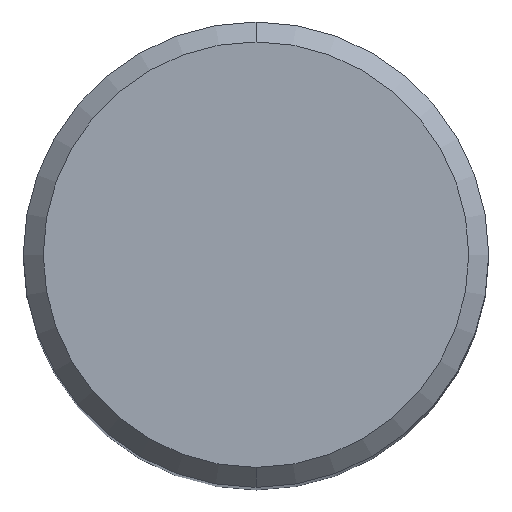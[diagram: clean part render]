
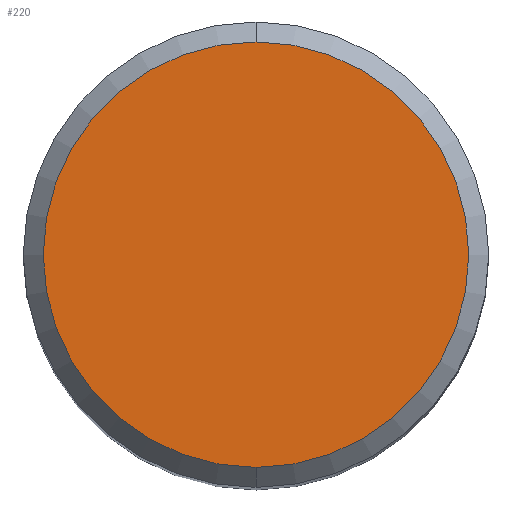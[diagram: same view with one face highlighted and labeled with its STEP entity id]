
A CAD part, top view. The second image highlights one B-rep face of the part: STEP entity #220.
In plain terms, the highlighted planar face has unit normal (0, 0, 1).
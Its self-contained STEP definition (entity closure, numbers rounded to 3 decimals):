
#160=VERTEX_POINT('',#362);
#170=EDGE_CURVE('',#292,#160,#373,.T.);
#220=ADVANCED_FACE('',(#430),#431,.T.);
#282=EDGE_CURVE('',#160,#292,#501,.T.);
#292=VERTEX_POINT('',#513);
#362=CARTESIAN_POINT('',(0.,-6.4,0.0));
#373=CIRCLE('',#603,6.4);
#430=FACE_OUTER_BOUND('',#679,.T.);
#431=PLANE('',#680);
#501=CIRCLE('',#767,6.4);
#513=CARTESIAN_POINT('',(0.0,6.4,0.0));
#603=AXIS2_PLACEMENT_3D('',#857,#858,#859);
#679=EDGE_LOOP('',(#926,#927));
#680=AXIS2_PLACEMENT_3D('',#928,#929,#930);
#767=AXIS2_PLACEMENT_3D('',#1015,#1016,#1017);
#857=CARTESIAN_POINT('',(0.0,0.0,0.0));
#858=DIRECTION('',(0.0,0.0,-1.0));
#859=DIRECTION('',(0.0,1.0,0.0));
#926=ORIENTED_EDGE('',*,*,#170,.F.);
#927=ORIENTED_EDGE('',*,*,#282,.F.);
#928=CARTESIAN_POINT('',(0.0,3.2,0.0));
#929=DIRECTION('',(-0.0,0.0,1.0));
#930=DIRECTION('',(0.0,-1.0,0.0));
#1015=CARTESIAN_POINT('',(0.0,0.0,0.0));
#1016=DIRECTION('',(0.0,0.0,-1.0));
#1017=DIRECTION('',(0.0,1.0,0.0));
